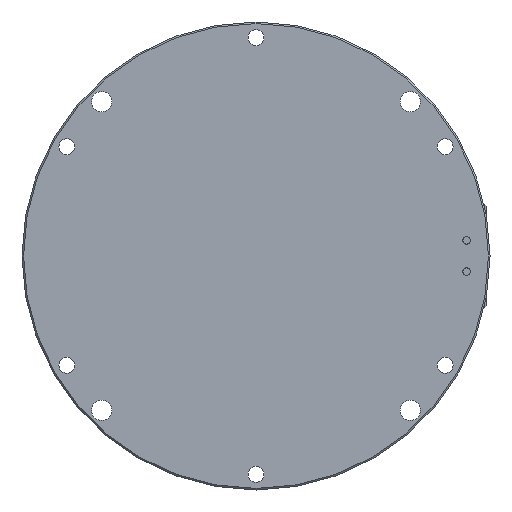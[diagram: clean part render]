
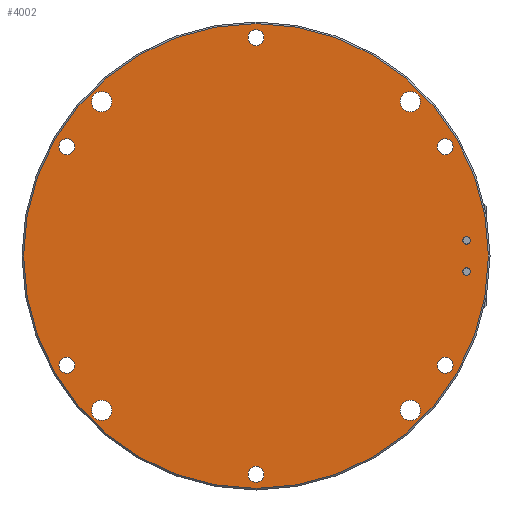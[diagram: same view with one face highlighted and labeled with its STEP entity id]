
A CAD part, left-side view. The second image highlights one B-rep face of the part: STEP entity #4002.
In plain terms, the highlighted planar face has unit normal (-1, 0, 0).
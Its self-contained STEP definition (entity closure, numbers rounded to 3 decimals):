
#29 = AXIS2_PLACEMENT_3D ( 'NONE', #5018, #19117, #33202 ) ;
#891 = FACE_BOUND ( 'NONE', #9060, .T. ) ;
#1006 = CARTESIAN_POINT ( 'NONE',  ( -19., 0., 0. ) ) ;
#1280 = VERTEX_POINT ( 'NONE', #15351 ) ;
#2353 = EDGE_CURVE ( 'NONE', #17928, #17928, #23803, .T. ) ;
#2433 = DIRECTION ( 'NONE',  ( -1., 0., 0. ) ) ;
#2615 = EDGE_LOOP ( 'NONE', ( #8056 ) ) ;
#2727 = ORIENTED_EDGE ( 'NONE', *, *, #2353, .F. ) ;
#2779 = DIRECTION ( 'NONE',  ( 0., 0., 1. ) ) ;
#2933 = EDGE_LOOP ( 'NONE', ( #42753 ) ) ;
#2965 = CIRCLE ( 'NONE', #28772, 149. ) ;
#3611 = CARTESIAN_POINT ( 'NONE',  ( -19., -121.244, -70. ) ) ;
#3765 = CARTESIAN_POINT ( 'NONE',  ( -19., 121.244, -64.9 ) ) ;
#3897 = AXIS2_PLACEMENT_3D ( 'NONE', #26543, #40626, #8997 ) ;
#4002 = ADVANCED_FACE ( 'NONE', ( #25371, #39455, #7819, #21908, #36003, #4354, #18433, #32532, #891, #14971, #29068, #43141, #11494 ), #25594, .T. ) ;
#4016 = AXIS2_PLACEMENT_3D ( 'NONE', #38634, #6997, #21077 ) ;
#4354 = FACE_BOUND ( 'NONE', #25636, .T. ) ;
#4385 = CIRCLE ( 'NONE', #36105, 5.1 ) ;
#4905 = VERTEX_POINT ( 'NONE', #19007 ) ;
#4920 = AXIS2_PLACEMENT_3D ( 'NONE', #34074, #2433, #16519 ) ;
#5018 = CARTESIAN_POINT ( 'NONE',  ( -19., 0., 140. ) ) ;
#6243 = DIRECTION ( 'NONE',  ( -1., 0., 0. ) ) ;
#6701 = AXIS2_PLACEMENT_3D ( 'NONE', #27136, #41224, #9577 ) ;
#6997 = DIRECTION ( 'NONE',  ( -1., 0., 0. ) ) ;
#7265 = DIRECTION ( 'NONE',  ( 0., 0., 1. ) ) ;
#7819 = FACE_BOUND ( 'NONE', #19559, .T. ) ;
#8038 = DIRECTION ( 'NONE',  ( -1., 0., 0. ) ) ;
#8056 = ORIENTED_EDGE ( 'NONE', *, *, #11288, .F. ) ;
#8131 = ORIENTED_EDGE ( 'NONE', *, *, #31971, .F. ) ;
#8183 = VERTEX_POINT ( 'NONE', #22286 ) ;
#8427 = ORIENTED_EDGE ( 'NONE', *, *, #39159, .T. ) ;
#8730 = CARTESIAN_POINT ( 'NONE',  ( -19., 0., -140. ) ) ;
#8997 = DIRECTION ( 'NONE',  ( 0., 0., 1. ) ) ;
#9060 = EDGE_LOOP ( 'NONE', ( #8131 ) ) ;
#9289 = CARTESIAN_POINT ( 'NONE',  ( -19., 98.995, -92.495 ) ) ;
#9458 = EDGE_CURVE ( 'NONE', #8183, #8183, #26608, .T. ) ;
#9577 = DIRECTION ( 'NONE',  ( 0., 0., 1. ) ) ;
#9759 = DIRECTION ( 'NONE',  ( -1., 0., 0. ) ) ;
#9798 = CARTESIAN_POINT ( 'NONE',  ( -19., -135., -7.5 ) ) ;
#10732 = EDGE_LOOP ( 'NONE', ( #20017 ) ) ;
#10738 = EDGE_CURVE ( 'NONE', #1280, #1280, #31403, .T. ) ;
#11288 = EDGE_CURVE ( 'NONE', #11872, #11872, #45432, .T. ) ;
#11472 = AXIS2_PLACEMENT_3D ( 'NONE', #37884, #6243, #20325 ) ;
#11494 = FACE_OUTER_BOUND ( 'NONE', #33980, .T. ) ;
#11872 = VERTEX_POINT ( 'NONE', #25970 ) ;
#12072 = CARTESIAN_POINT ( 'NONE',  ( -19., 121.244, 75.1 ) ) ;
#12459 = DIRECTION ( 'NONE',  ( -1., 0., 0. ) ) ;
#12589 = AXIS2_PLACEMENT_3D ( 'NONE', #44095, #12459, #26542 ) ;
#12694 = CIRCLE ( 'NONE', #38513, 5.1 ) ;
#13643 = EDGE_LOOP ( 'NONE', ( #14072 ) ) ;
#14072 = ORIENTED_EDGE ( 'NONE', *, *, #20561, .F. ) ;
#14150 = VERTEX_POINT ( 'NONE', #28265 ) ;
#14183 = CARTESIAN_POINT ( 'NONE',  ( -19., 121.244, -70. ) ) ;
#14490 = ORIENTED_EDGE ( 'NONE', *, *, #23542, .F. ) ;
#14971 = FACE_BOUND ( 'NONE', #34064, .T. ) ;
#15077 = DIRECTION ( 'NONE',  ( -1., 0., 0. ) ) ;
#15351 = CARTESIAN_POINT ( 'NONE',  ( -19., -98.995, 105.495 ) ) ;
#15709 = AXIS2_PLACEMENT_3D ( 'NONE', #30788, #9759, #23849 ) ;
#16519 = DIRECTION ( 'NONE',  ( 0., 0., 1. ) ) ;
#16605 = ORIENTED_EDGE ( 'NONE', *, *, #26870, .F. ) ;
#16716 = EDGE_LOOP ( 'NONE', ( #2727 ) ) ;
#17699 = DIRECTION ( 'NONE',  ( -1., 0., 0. ) ) ;
#17928 = VERTEX_POINT ( 'NONE', #32010 ) ;
#17955 = CIRCLE ( 'NONE', #43748, 6.5 ) ;
#18195 = EDGE_LOOP ( 'NONE', ( #14490 ) ) ;
#18317 = VERTEX_POINT ( 'NONE', #32406 ) ;
#18433 = FACE_BOUND ( 'NONE', #2615, .T. ) ;
#19007 = CARTESIAN_POINT ( 'NONE',  ( -19., 0., 149. ) ) ;
#19117 = DIRECTION ( 'NONE',  ( -1., 0., 0. ) ) ;
#19559 = EDGE_LOOP ( 'NONE', ( #16605 ) ) ;
#19947 = CIRCLE ( 'NONE', #29, 5.1 ) ;
#20017 = ORIENTED_EDGE ( 'NONE', *, *, #27298, .F. ) ;
#20091 = ORIENTED_EDGE ( 'NONE', *, *, #44402, .F. ) ;
#20325 = DIRECTION ( 'NONE',  ( 0., 0., 1. ) ) ;
#20334 = CARTESIAN_POINT ( 'NONE',  ( -19., 98.995, 98.995 ) ) ;
#20561 = EDGE_CURVE ( 'NONE', #41433, #41433, #23930, .T. ) ;
#20648 = VERTEX_POINT ( 'NONE', #34741 ) ;
#21077 = DIRECTION ( 'NONE',  ( 0., 0., 1. ) ) ;
#21101 = VERTEX_POINT ( 'NONE', #35191 ) ;
#21908 = FACE_BOUND ( 'NONE', #2933, .T. ) ;
#22123 = DIRECTION ( 'NONE',  ( 0., 0., 1. ) ) ;
#22286 = CARTESIAN_POINT ( 'NONE',  ( -19., -135., 12.5 ) ) ;
#22816 = DIRECTION ( 'NONE',  ( -1., 0., 0. ) ) ;
#23542 = EDGE_CURVE ( 'NONE', #20648, #20648, #4385, .T. ) ;
#23803 = CIRCLE ( 'NONE', #3897, 5.1 ) ;
#23849 = DIRECTION ( 'NONE',  ( 0., 0., 1. ) ) ;
#23930 = CIRCLE ( 'NONE', #4016, 2.5 ) ;
#24831 = CIRCLE ( 'NONE', #4920, 6.5 ) ;
#25371 = FACE_BOUND ( 'NONE', #13643, .T. ) ;
#25526 = AXIS2_PLACEMENT_3D ( 'NONE', #3611, #17699, #31788 ) ;
#25594 = PLANE ( 'NONE',  #37303 ) ;
#25636 = EDGE_LOOP ( 'NONE', ( #20091 ) ) ;
#25970 = CARTESIAN_POINT ( 'NONE',  ( -19., -121.244, -64.9 ) ) ;
#26379 = EDGE_CURVE ( 'NONE', #21101, #21101, #35620, .T. ) ;
#26542 = DIRECTION ( 'NONE',  ( 0., 0., 1. ) ) ;
#26543 = CARTESIAN_POINT ( 'NONE',  ( -19., -121.244, 70. ) ) ;
#26608 = CIRCLE ( 'NONE', #6701, 2.5 ) ;
#26870 = EDGE_CURVE ( 'NONE', #14150, #14150, #17955, .T. ) ;
#27136 = CARTESIAN_POINT ( 'NONE',  ( -19., -135., 10. ) ) ;
#27298 = EDGE_CURVE ( 'NONE', #35406, #35406, #12694, .T. ) ;
#28265 = CARTESIAN_POINT ( 'NONE',  ( -19., 98.995, 105.495 ) ) ;
#28772 = AXIS2_PLACEMENT_3D ( 'NONE', #1006, #15077, #29169 ) ;
#29068 = FACE_BOUND ( 'NONE', #10732, .T. ) ;
#29092 = EDGE_LOOP ( 'NONE', ( #39380 ) ) ;
#29169 = DIRECTION ( 'NONE',  ( 0., 0., 1. ) ) ;
#30788 = CARTESIAN_POINT ( 'NONE',  ( -19., -98.995, -98.995 ) ) ;
#31403 = CIRCLE ( 'NONE', #11472, 6.5 ) ;
#31788 = DIRECTION ( 'NONE',  ( 0., 0., 1. ) ) ;
#31971 = EDGE_CURVE ( 'NONE', #18317, #18317, #19947, .T. ) ;
#32010 = CARTESIAN_POINT ( 'NONE',  ( -19., -121.244, 75.1 ) ) ;
#32406 = CARTESIAN_POINT ( 'NONE',  ( -19., 0., 145.1 ) ) ;
#32511 = CIRCLE ( 'NONE', #12589, 5.1 ) ;
#32532 = FACE_BOUND ( 'NONE', #16716, .T. ) ;
#33202 = DIRECTION ( 'NONE',  ( 0., 0., 1. ) ) ;
#33980 = EDGE_LOOP ( 'NONE', ( #8427 ) ) ;
#34064 = EDGE_LOOP ( 'NONE', ( #45325 ) ) ;
#34074 = CARTESIAN_POINT ( 'NONE',  ( -19., 98.995, -98.995 ) ) ;
#34427 = DIRECTION ( 'NONE',  ( -1., 0., 0. ) ) ;
#34741 = CARTESIAN_POINT ( 'NONE',  ( -19., 0., -134.9 ) ) ;
#35191 = CARTESIAN_POINT ( 'NONE',  ( -19., -98.995, -92.495 ) ) ;
#35406 = VERTEX_POINT ( 'NONE', #3765 ) ;
#35620 = CIRCLE ( 'NONE', #15709, 6.5 ) ;
#36003 = FACE_BOUND ( 'NONE', #29092, .T. ) ;
#36105 = AXIS2_PLACEMENT_3D ( 'NONE', #8730, #22816, #36903 ) ;
#36534 = ORIENTED_EDGE ( 'NONE', *, *, #9458, .F. ) ;
#36903 = DIRECTION ( 'NONE',  ( 0., 0., 1. ) ) ;
#37303 = AXIS2_PLACEMENT_3D ( 'NONE', #39671, #8038, #22123 ) ;
#37884 = CARTESIAN_POINT ( 'NONE',  ( -19., -98.995, 98.995 ) ) ;
#38513 = AXIS2_PLACEMENT_3D ( 'NONE', #14183, #38898, #7265 ) ;
#38634 = CARTESIAN_POINT ( 'NONE',  ( -19., -135., -10. ) ) ;
#38898 = DIRECTION ( 'NONE',  ( -1., 0., 0. ) ) ;
#39159 = EDGE_CURVE ( 'NONE', #4905, #4905, #2965, .T. ) ;
#39380 = ORIENTED_EDGE ( 'NONE', *, *, #26379, .F. ) ;
#39455 = FACE_BOUND ( 'NONE', #39862, .T. ) ;
#39671 = CARTESIAN_POINT ( 'NONE',  ( -19., 150., 0. ) ) ;
#39754 = EDGE_CURVE ( 'NONE', #43695, #43695, #32511, .T. ) ;
#39862 = EDGE_LOOP ( 'NONE', ( #36534 ) ) ;
#40626 = DIRECTION ( 'NONE',  ( -1., 0., 0. ) ) ;
#40932 = VERTEX_POINT ( 'NONE', #9289 ) ;
#41224 = DIRECTION ( 'NONE',  ( -1., 0., 0. ) ) ;
#41433 = VERTEX_POINT ( 'NONE', #9798 ) ;
#42753 = ORIENTED_EDGE ( 'NONE', *, *, #10738, .F. ) ;
#43141 = FACE_BOUND ( 'NONE', #18195, .T. ) ;
#43695 = VERTEX_POINT ( 'NONE', #12072 ) ;
#43748 = AXIS2_PLACEMENT_3D ( 'NONE', #20334, #34427, #2779 ) ;
#44095 = CARTESIAN_POINT ( 'NONE',  ( -19., 121.244, 70. ) ) ;
#44402 = EDGE_CURVE ( 'NONE', #40932, #40932, #24831, .T. ) ;
#45325 = ORIENTED_EDGE ( 'NONE', *, *, #39754, .F. ) ;
#45432 = CIRCLE ( 'NONE', #25526, 5.1 ) ;
